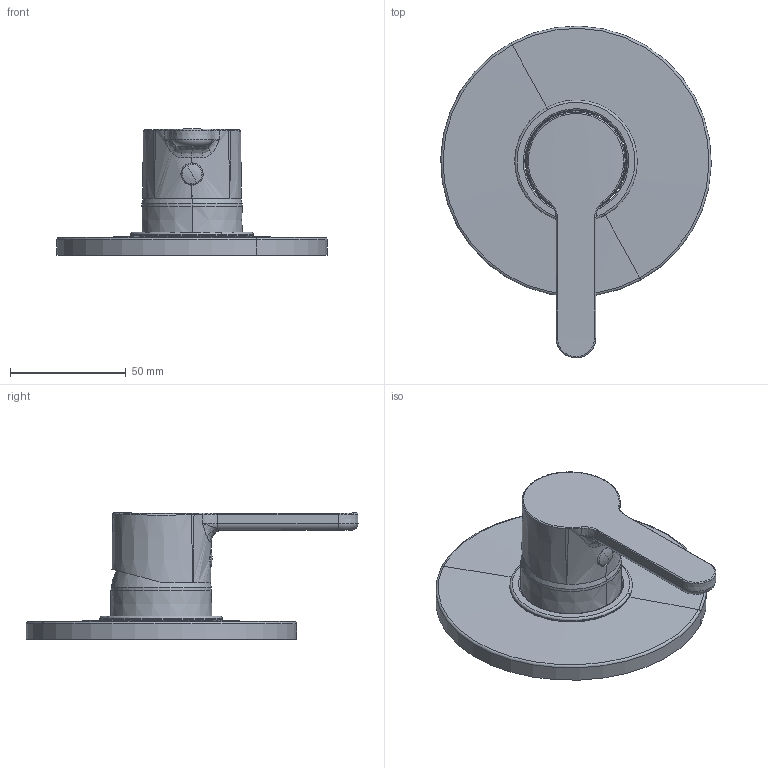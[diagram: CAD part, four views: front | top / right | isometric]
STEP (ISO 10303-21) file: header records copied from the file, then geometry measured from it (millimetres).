
FILE_DESCRIPTION(('CATIA V5 STEP Exchange','CAx-IF Rec.Pracs.--- Model Styling and Organization---1.5--- 2016-08-15','CAx-IF Rec.Pracs.---Supplemental Geometry---1.0---2011-11-01','CAx-IF Rec.Pracs.--- Composite Materials ---3.4---2017-06-13','CAx-IF Rec.Pracs.---Tessellated 3D Geometry---1.0---2015-12-17'),'2;1');
FILE_NAME('H2I0030 0.stp','2022-10-21T10:04:36+00:00',('none'),('none'),'CATIA Version 5-6 Release 2020 SP2','CATIA V5 STEP AP242 v2','none');
FILE_SCHEMA(('AP242_MANAGED_MODEL_BASED_3D_ENGINEERING_MIM_LF {1 0 10303 442 1 1 4}'));
Length unit declared in the file: millimetre
Products named in the file (7): H2I00300; PR95280; P44030; P52184; P50716; P32539; P50166
Assembly tree (6 placements, depth 3):
  H2I00300
    PR95280
      P44030
      P52184
    P50716
    P32539
    P50166
Bounding box: 116.97 x 143.55 x 54.51 mm (x, y, z)
Volume: 38042.7 mm3; surface area: 50521.7 mm2
Topology: 5 solids, 5 shells, 401 faces, 1018 edges, 626 vertices
Faces by surface type: cylinder 87, torus 85, cone 82, plane 68, bspline 67, sphere 6, revolution 6
Entity records: 15517 total; most frequent: CARTESIAN_POINT 7405, ORIENTED_EDGE 2020, EDGE_CURVE 1010, DIRECTION 995, VERTEX_POINT 626, AXIS2_PLACEMENT_3D 583, B_SPLINE_CURVE_WITH_KNOTS 441, EDGE_LOOP 418
